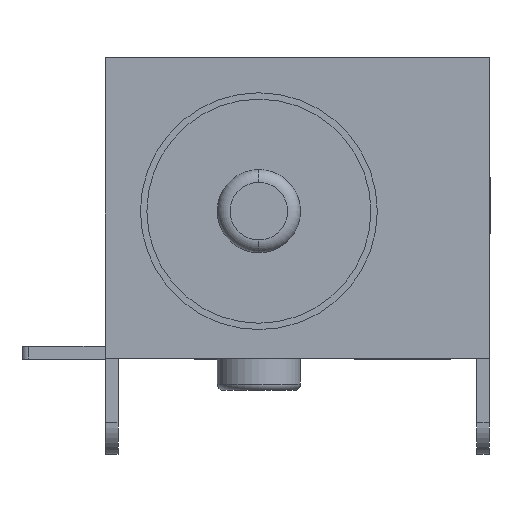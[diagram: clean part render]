
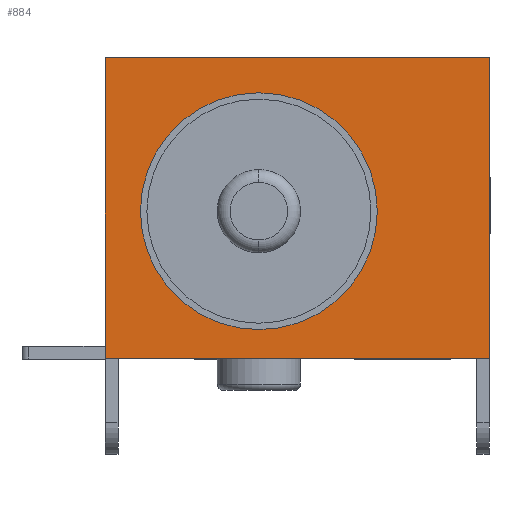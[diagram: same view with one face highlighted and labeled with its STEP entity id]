
A CAD part, front view. The second image highlights one B-rep face of the part: STEP entity #884.
In plain terms, the highlighted planar face has unit normal (0, -1, 0).
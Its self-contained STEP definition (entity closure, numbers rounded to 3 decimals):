
#95 = DIRECTION ( 'NONE',  ( 1., 0., 0. ) ) ;
#628 = VECTOR ( 'NONE', #95, 1000. ) ;
#884 = ADVANCED_FACE ( 'NONE', ( #4150, #9153 ), #14375, .F. ) ;
#1178 = LINE ( 'NONE', #14998, #13691 ) ;
#1694 = EDGE_CURVE ( 'NONE', #9217, #9535, #2214, .T. ) ;
#2088 = ORIENTED_EDGE ( 'NONE', *, *, #10988, .F. ) ;
#2214 = CIRCLE ( 'NONE', #7299, 1.85 ) ;
#2606 = VECTOR ( 'NONE', #4948, 1000. ) ;
#3499 = DIRECTION ( 'NONE',  ( 0., 0., -1. ) ) ;
#3594 = CARTESIAN_POINT ( 'NONE',  ( -2.35, -4.5, 0. ) ) ;
#3628 = AXIS2_PLACEMENT_3D ( 'NONE', #12685, #19512, #4045 ) ;
#3650 = CARTESIAN_POINT ( 'NONE',  ( 3.65, -4.5, 4.7 ) ) ;
#4045 = DIRECTION ( 'NONE',  ( 0., 0., 1. ) ) ;
#4089 = VERTEX_POINT ( 'NONE', #3650 ) ;
#4150 = FACE_BOUND ( 'NONE', #20948, .T. ) ;
#4913 = CARTESIAN_POINT ( 'NONE',  ( 0.05, -4.5, 0.45 ) ) ;
#4948 = DIRECTION ( 'NONE',  ( 1., 0., 0. ) ) ;
#5436 = LINE ( 'NONE', #3594, #628 ) ;
#5661 = DIRECTION ( 'NONE',  ( 0., 0., -1. ) ) ;
#6284 = ORIENTED_EDGE ( 'NONE', *, *, #14583, .F. ) ;
#7299 = AXIS2_PLACEMENT_3D ( 'NONE', #18571, #21753, #8062 ) ;
#7382 = CARTESIAN_POINT ( 'NONE',  ( -2.35, -4.5, 4.7 ) ) ;
#7478 = CARTESIAN_POINT ( 'NONE',  ( -2.35, -4.5, 0. ) ) ;
#7570 = VERTEX_POINT ( 'NONE', #20775 ) ;
#8062 = DIRECTION ( 'NONE',  ( 0., 0., -1. ) ) ;
#9153 = FACE_OUTER_BOUND ( 'NONE', #13689, .T. ) ;
#9217 = VERTEX_POINT ( 'NONE', #19395 ) ;
#9535 = VERTEX_POINT ( 'NONE', #4913 ) ;
#9687 = DIRECTION ( 'NONE',  ( 0., -1., 0. ) ) ;
#9859 = CARTESIAN_POINT ( 'NONE',  ( -2.35, -4.5, 4.7 ) ) ;
#10034 = LINE ( 'NONE', #18731, #2606 ) ;
#10988 = EDGE_CURVE ( 'NONE', #4089, #7570, #1178, .T. ) ;
#11207 = CIRCLE ( 'NONE', #18062, 1.85 ) ;
#11381 = VERTEX_POINT ( 'NONE', #7478 ) ;
#11505 = DIRECTION ( 'NONE',  ( 0., 0., -1. ) ) ;
#12389 = VECTOR ( 'NONE', #3499, 1000. ) ;
#12685 = CARTESIAN_POINT ( 'NONE',  ( -2.35, -4.5, 4.7 ) ) ;
#12816 = VERTEX_POINT ( 'NONE', #9859 ) ;
#13689 = EDGE_LOOP ( 'NONE', ( #16711, #2088, #6284, #16297 ) ) ;
#13691 = VECTOR ( 'NONE', #5661, 1000. ) ;
#14038 = EDGE_CURVE ( 'NONE', #12816, #11381, #15857, .T. ) ;
#14375 = PLANE ( 'NONE',  #3628 ) ;
#14583 = EDGE_CURVE ( 'NONE', #12816, #4089, #10034, .T. ) ;
#14998 = CARTESIAN_POINT ( 'NONE',  ( 3.65, -4.5, 4.7 ) ) ;
#15857 = LINE ( 'NONE', #7382, #12389 ) ;
#16297 = ORIENTED_EDGE ( 'NONE', *, *, #14038, .T. ) ;
#16711 = ORIENTED_EDGE ( 'NONE', *, *, #17557, .T. ) ;
#16804 = CARTESIAN_POINT ( 'NONE',  ( 0.05, -4.5, 2.3 ) ) ;
#16984 = ORIENTED_EDGE ( 'NONE', *, *, #1694, .F. ) ;
#17557 = EDGE_CURVE ( 'NONE', #11381, #7570, #5436, .T. ) ;
#18062 = AXIS2_PLACEMENT_3D ( 'NONE', #16804, #9687, #11505 ) ;
#18571 = CARTESIAN_POINT ( 'NONE',  ( 0.05, -4.5, 2.3 ) ) ;
#18731 = CARTESIAN_POINT ( 'NONE',  ( -2.35, -4.5, 4.7 ) ) ;
#18807 = EDGE_CURVE ( 'NONE', #9535, #9217, #11207, .T. ) ;
#19395 = CARTESIAN_POINT ( 'NONE',  ( 0.05, -4.5, 4.15 ) ) ;
#19512 = DIRECTION ( 'NONE',  ( 0., 1., 0. ) ) ;
#19581 = ORIENTED_EDGE ( 'NONE', *, *, #18807, .F. ) ;
#20775 = CARTESIAN_POINT ( 'NONE',  ( 3.65, -4.5, 0. ) ) ;
#20948 = EDGE_LOOP ( 'NONE', ( #19581, #16984 ) ) ;
#21753 = DIRECTION ( 'NONE',  ( 0., -1., 0. ) ) ;
